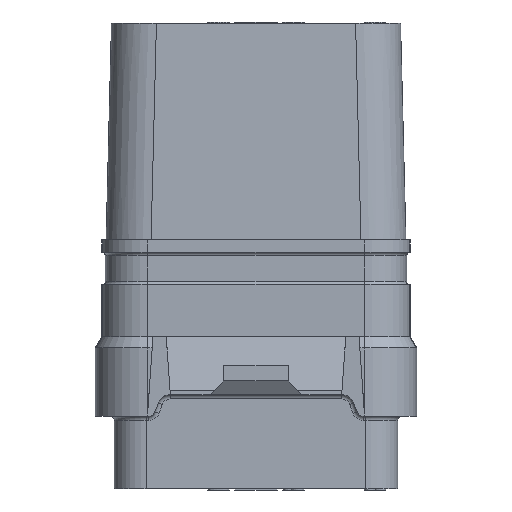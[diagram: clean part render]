
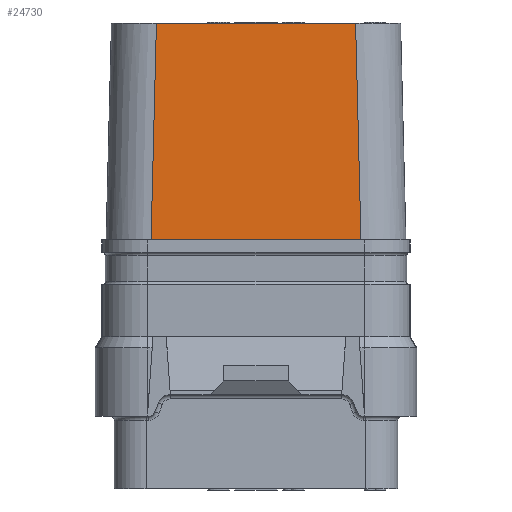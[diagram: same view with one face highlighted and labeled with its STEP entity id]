
A CAD part, front view. The second image highlights one B-rep face of the part: STEP entity #24730.
In plain terms, the highlighted planar face has unit normal (0, -1, 0.025).
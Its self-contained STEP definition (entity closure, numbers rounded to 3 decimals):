
#19=DIRECTION('',(1.,0.,0.));
#20=VECTOR('',#19,9.8);
#21=CARTESIAN_POINT('',(-4.9,-6.,0.));
#22=LINE('',#21,#20);
#175=DIRECTION('',(1.,0.,0.));
#176=VECTOR('',#175,9.3);
#177=CARTESIAN_POINT('',(-4.65,-5.75,10.12));
#178=LINE('',#177,#176);
#1375=DIRECTION('',(-0.025,0.025,0.999));
#1376=VECTOR('',#1375,10.126);
#1377=CARTESIAN_POINT('',(4.9,-6.,0.));
#1378=LINE('',#1377,#1376);
#1379=DIRECTION('',(0.025,0.025,0.999));
#1380=VECTOR('',#1379,10.126);
#1381=CARTESIAN_POINT('',(-4.9,-6.,0.));
#1382=LINE('',#1381,#1380);
#18621=CARTESIAN_POINT('',(-4.65,-5.75,10.12));
#18622=VERTEX_POINT('',#18621);
#18623=CARTESIAN_POINT('',(4.65,-5.75,10.12));
#18624=VERTEX_POINT('',#18623);
#18637=CARTESIAN_POINT('',(-4.9,-6.,0.));
#18638=VERTEX_POINT('',#18637);
#18639=CARTESIAN_POINT('',(4.9,-6.,0.));
#18640=VERTEX_POINT('',#18639);
#24718=CARTESIAN_POINT('',(0.,-5.875,5.06));
#24719=DIRECTION('',(0.,-1.,0.025));
#24720=DIRECTION('',(1.,0.,0.));
#24721=AXIS2_PLACEMENT_3D('',#24718,#24719,#24720);
#24722=PLANE('',#24721);
#24723=ORIENTED_EDGE('',*,*,#23792,.F.);
#24725=ORIENTED_EDGE('',*,*,#24724,.T.);
#24726=ORIENTED_EDGE('',*,*,#23948,.T.);
#24727=ORIENTED_EDGE('',*,*,#24711,.F.);
#24728=EDGE_LOOP('',(#24723,#24725,#24726,#24727));
#24729=FACE_OUTER_BOUND('',#24728,.F.);
#24730=ADVANCED_FACE('',(#24729),#24722,.T.);
#23792=EDGE_CURVE('',#18638,#18640,#22,.T.);
#23948=EDGE_CURVE('',#18622,#18624,#178,.T.);
#24711=EDGE_CURVE('',#18640,#18624,#1378,.T.);
#24724=EDGE_CURVE('',#18638,#18622,#1382,.T.);
